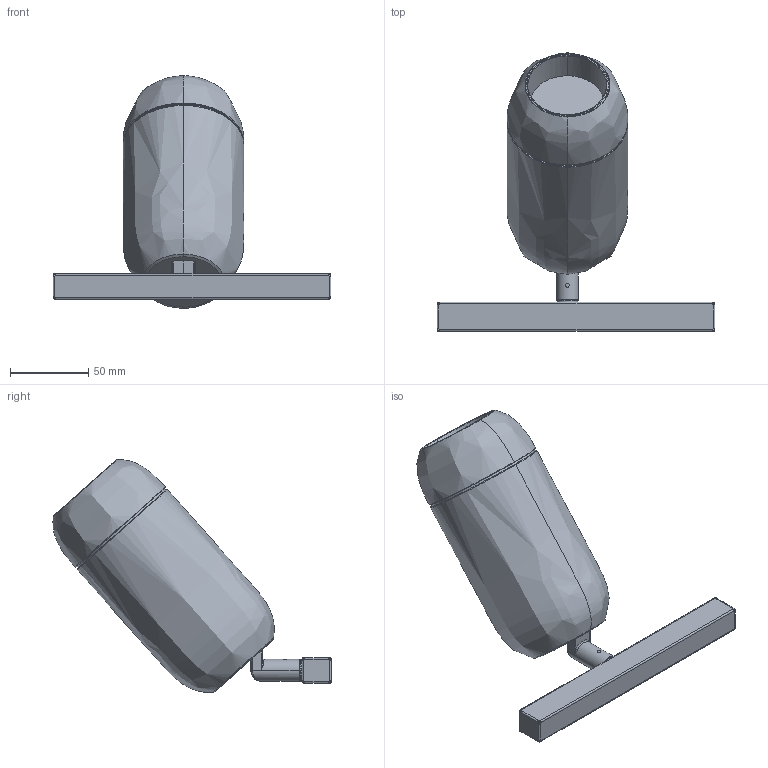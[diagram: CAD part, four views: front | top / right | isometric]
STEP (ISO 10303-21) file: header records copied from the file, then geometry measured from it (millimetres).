
FILE_DESCRIPTION(/* description */ (''),/* implementation_level */ '2;1');
FILE_NAME(/* name */ 'GOPLE 80 SPOT TRK',/* time_stamp */ '2023-03-09T15:53:09+01:00',/* author */ (''),/* organization */ (''),/* preprocessor_version */ 'ST-DEVELOPER v16.5',/* originating_system */ 'Rhino 7.27',/* authorisation */ '');
FILE_SCHEMA (('AUTOMOTIVE_DESIGN'));
Length unit declared in the file: millimetre
Products named in the file (1): Document
Bounding box: 177.22 x 177.54 x 148.44 mm (x, y, z)
Volume: 679440.8 mm3; surface area: 60173.1 mm2
Topology: 2 solids, 6 shells, 186 faces, 459 edges, 291 vertices
Faces by surface type: bspline 120, plane 39, cylinder 27
Entity records: 13865 total; most frequent: CARTESIAN_POINT 10169, ORIENTED_EDGE 923, EDGE_CURVE 468, B_SPLINE_CURVE_WITH_KNOTS 317, VERTEX_POINT 293, EDGE_LOOP 198, ADVANCED_FACE 186, FACE_OUTER_BOUND 186
